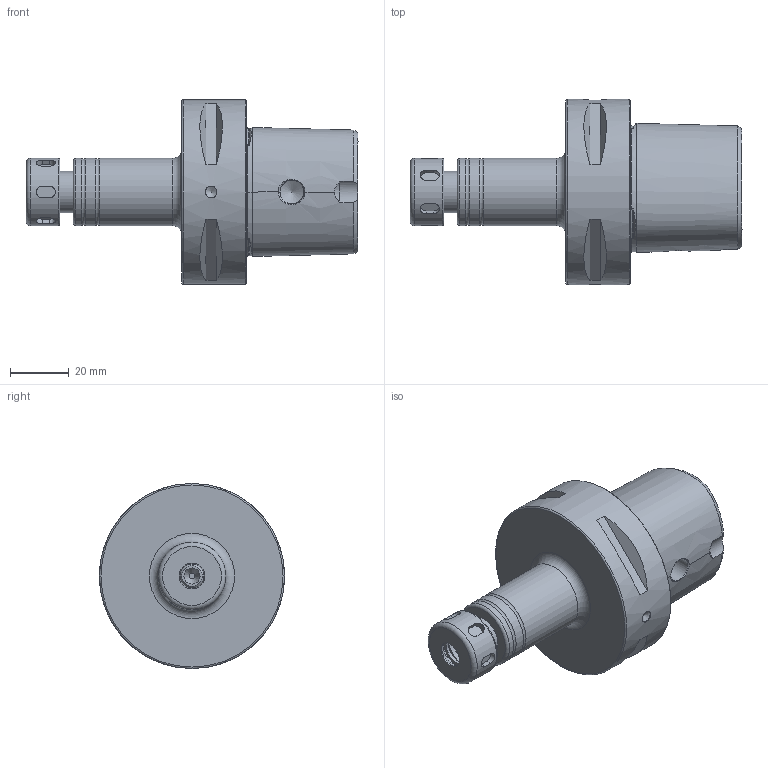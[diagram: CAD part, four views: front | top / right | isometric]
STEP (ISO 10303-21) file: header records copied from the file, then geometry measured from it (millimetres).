
FILE_DESCRIPTION((''),'2;1');
FILE_NAME('670000607075-3D.stp','2021-02-01T09:31:50',('nttooll'),(''),'Autodesk Inventor 2012','Autodesk Inventor 2012','');
FILE_SCHEMA(('AUTOMOTIVE_DESIGN { 1 0 10303 214 1 1 1 1 }'));
Length unit declared in the file: millimetre
Products named in the file (1): 670000607075-3D
Bounding box: 113 x 63 x 63 mm (x, y, z)
Volume: 111580.3 mm3; surface area: 26565.5 mm2
Topology: 2 solids, 2 shells, 160 faces, 340 edges, 210 vertices
Faces by surface type: plane 59, cylinder 48, cone 26, torus 14, bspline 12, sphere 1
Full cylindrical faces by diameter (mm): 1.7 x1, 3 x2, 3.5 x1, 4 x1, 5.5 x1, 5.745 x1, 7 x2, 7.3 x1, 8 x2, 8.1 x3, 8.5 x1, 8.79 x1, 9.7 x1, 12.1 x1, 14 x2, 17 x1, 18.2 x1, 20 x1, 23 x4, 28 x2, 32 x1, 63 x1
Entity records: 7727 total; most frequent: CARTESIAN_POINT 4664, DIRECTION 616, ORIENTED_EDGE 510, AXIS2_PLACEMENT_3D 270, EDGE_LOOP 264, EDGE_CURVE 255, VERTEX_POINT 196, FACE_OUTER_BOUND 160
